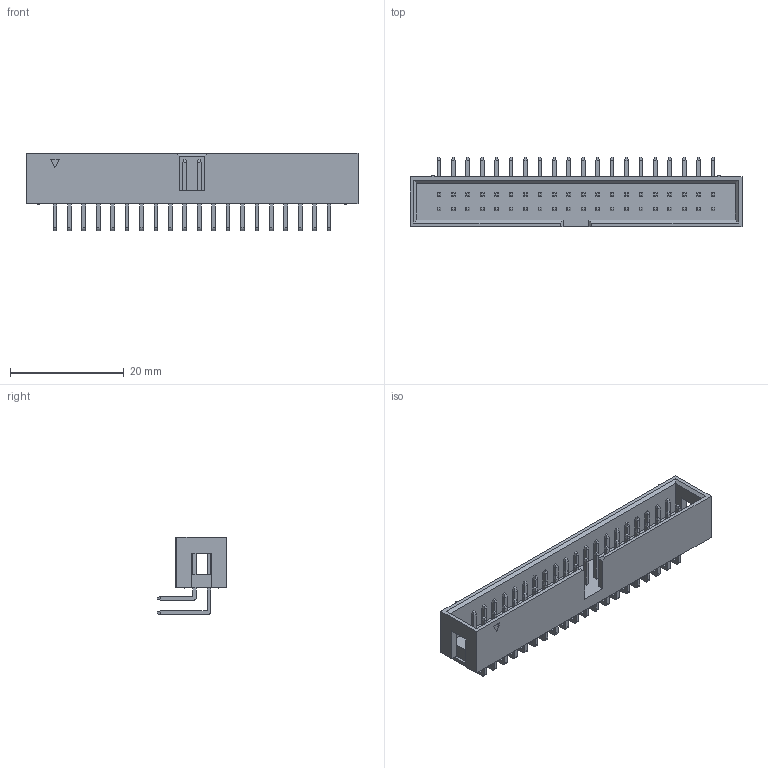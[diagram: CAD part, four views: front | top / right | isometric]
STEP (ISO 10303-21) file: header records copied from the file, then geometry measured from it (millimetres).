
FILE_DESCRIPTION (( 'STEP AP214' ), '1' );
FILE_NAME ('FBH25402-D40B1001K6K-REF.STEP', '2025-06-24T05:47:24', ( '' ), ( '' ), 'SwSTEP 2.0', 'SolidWorks 2021', '' );
FILE_SCHEMA (( 'AUTOMOTIVE_DESIGN' ));
Length unit declared in the file: millimetre
Products named in the file (1): FBH25402-D40B1001K6K-REF
Bounding box: 58.45 x 12.25 x 13.6 mm (x, y, z)
Volume: 2371 mm3; surface area: 4571 mm2
Topology: 1 solids, 1 shells, 929 faces, 2208 edges, 1362 vertices
Faces by surface type: plane 839, cylinder 82, torus 8
Entity records: 26012 total; most frequent: CARTESIAN_POINT 4500, ORIENTED_EDGE 4416, DIRECTION 4256, EDGE_CURVE 2208, LINE 2020, VECTOR 2020, VERTEX_POINT 1362, AXIS2_PLACEMENT_3D 1118
